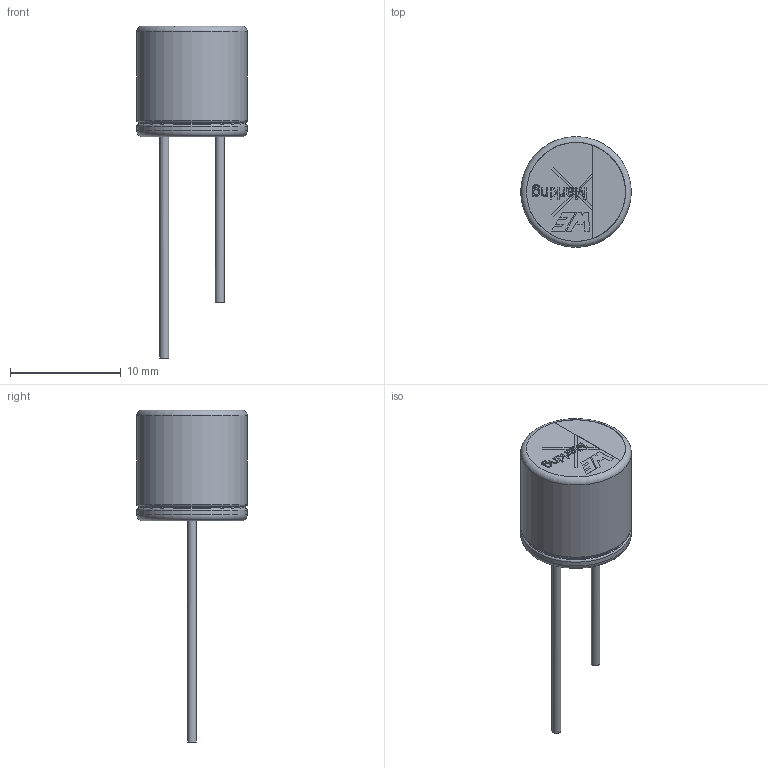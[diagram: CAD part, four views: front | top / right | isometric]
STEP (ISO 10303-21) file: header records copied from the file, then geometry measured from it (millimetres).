
FILE_DESCRIPTION(/* description */ ('Unknown','CAx-IF Rec.Pracs.---Representation and Presentation of Product Manufacturing Information (PMI)---4.0---2014-10-13','CAx-IF Rec.Pracs.---3D Tessellated Geometry---0.4---2014-09-14','2;1'),/* implementation_level */ '2;1');
FILE_NAME(/* name */ 'CP_Wurth_WCAP-HTAH-D10L10',/* time_stamp */ '2025-01-08T13:57:23+08:00',/* author */ ('Unknown'),/* organization */ ('Unknown'),/* preprocessor_version */ 'ST-DEVELOPER v16.7',/* originating_system */ 'Solid Edge',/* authorisation */ 'Unknown');
FILE_SCHEMA (('AP242_MANAGED_MODEL_BASED_3D_ENGINEERING_MIM_LF { 1 0 10303 442 1 1 4 }'));
Length unit declared in the file: metre
Products named in the file (2): CP_Wurth_WCAP-HTAH-D10L10
Assembly tree (1 placements, depth 2):
  CP_Wurth_WCAP-HTAH-D10L10
    CP_Wurth_WCAP-HTAH-D10L10
Bounding box: 10 x 10 x 30 mm (x, y, z)
Volume: 782.2 mm3; surface area: 1493.6 mm2
Topology: 3 solids, 3 shells, 193 faces, 455 edges, 290 vertices
Faces by surface type: plane 132, cylinder 26, torus 18, bspline 16, sphere 1
Full cylindrical faces by diameter (mm): 0.8 x2, 1.111 x1, 1.389 x1, 2.222 x1, 2.5 x1, 3.889 x1, 4.167 x1, 5.833 x1, 6.667 x1, 6.944 x1, 7.222 x1, 8.278 x1, 8.954 x1, 9.449 x1, 9.469 x1, 9.669 x1, 9.78 x2, 9.8 x2, 10 x2
Entity records: 6834 total; most frequent: CARTESIAN_POINT 1355, ORIENTED_EDGE 820, DIRECTION 792, EDGE_CURVE 410, LINE 298, VECTOR 298, VERTEX_POINT 287, EDGE_LOOP 257
